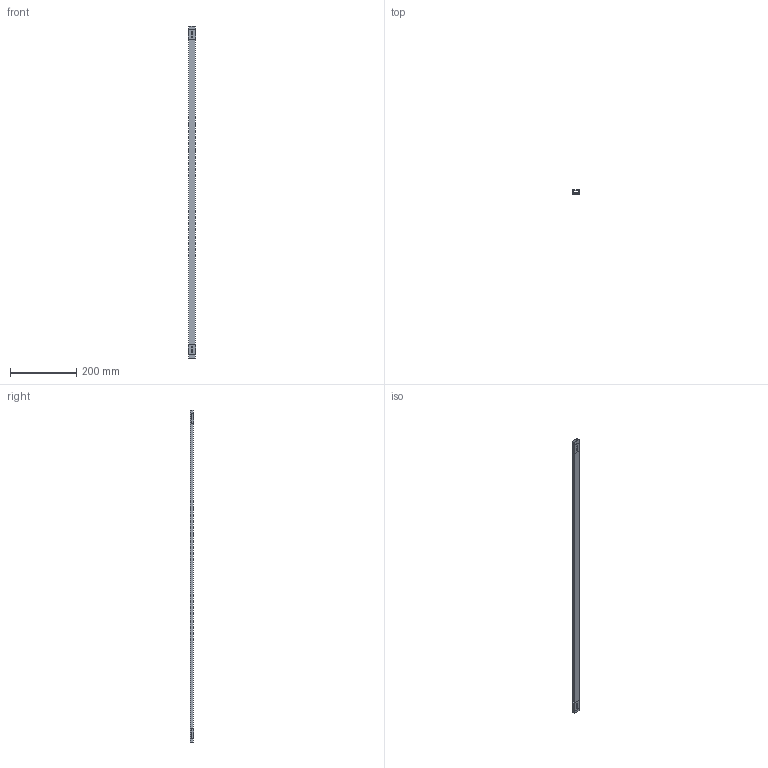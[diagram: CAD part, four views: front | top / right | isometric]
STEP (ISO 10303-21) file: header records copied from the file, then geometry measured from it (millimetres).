
FILE_DESCRIPTION(/* description */ (''),/* implementation_level */ '2;1');
FILE_NAME(/* name */ 'Combo_20_Mountingclip.stp',/* time_stamp */ '2021-05-11T16:47:55+02:00',/* author */ ('sstotter'),/* organization */ (''),/* preprocessor_version */ 'ST-DEVELOPER v18.1',/* originating_system */ 'Autodesk Inventor 2021',/* authorisation */ '');
FILE_SCHEMA (('AUTOMOTIVE_DESIGN { 1 0 10303 214 3 1 1 }'));
Length unit declared in the file: millimetre
Products named in the file (1): Combo_20_Mountingclip
Bounding box: 23.1 x 11.55 x 1000 mm (x, y, z)
Volume: 79982.4 mm3; surface area: 118214.1 mm2
Topology: 4 solids, 4 shells, 42 faces, 108 edges, 74 vertices
Faces by surface type: plane 36, cylinder 6
Full cylindrical faces by diameter (mm): 3.5 x6
Entity records: 1334 total; most frequent: CARTESIAN_POINT 225, ORIENTED_EDGE 216, DIRECTION 212, EDGE_CURVE 108, LINE 90, VECTOR 90, VERTEX_POINT 74, AXIS2_PLACEMENT_3D 61
